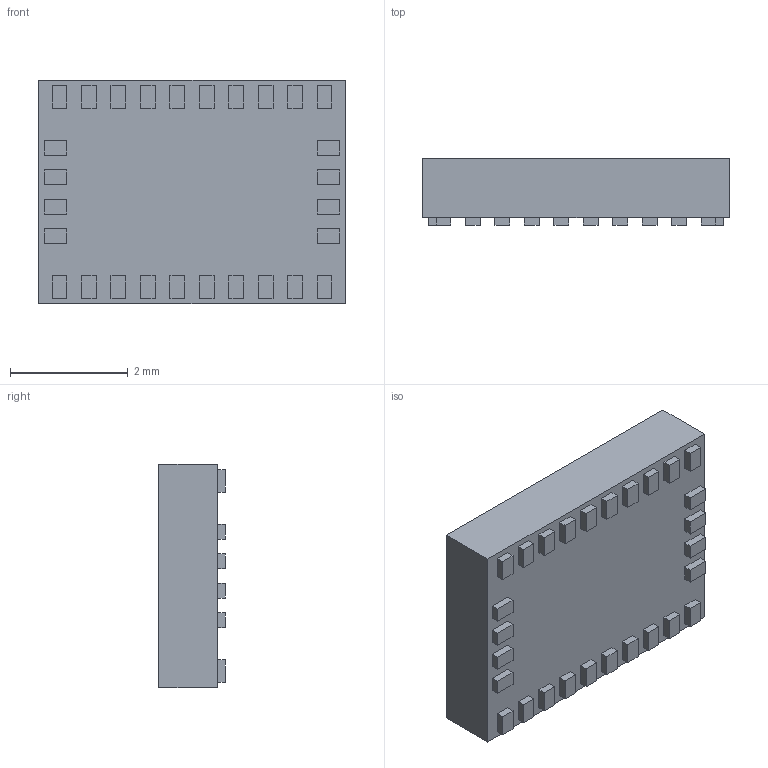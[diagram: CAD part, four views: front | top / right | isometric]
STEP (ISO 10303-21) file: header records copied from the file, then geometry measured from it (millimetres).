
FILE_DESCRIPTION (( 'STEP AP214' ), '1' );
FILE_NAME ('User Library-BNO080 v2.STEP', '2018-09-25T13:44:53', ( '' ), ( '' ), 'SwSTEP 2.0', 'SolidWorks 2018', '' );
FILE_SCHEMA (( 'AUTOMOTIVE_DESIGN' ));
Length unit declared in the file: millimetre
Products named in the file (3): User Library-BNO080 v2_Component2; User Library-BNO080 v2; User Library-BNO080 v2_Component1
Assembly tree (2 placements, depth 2):
  User Library-BNO080 v2
    User Library-BNO080 v2_Component1
    User Library-BNO080 v2_Component2
Bounding box: 5.2 x 1.13 x 3.8 mm (x, y, z)
Volume: 20.1 mm3; surface area: 67.5 mm2
Topology: 29 solids, 29 shells, 177 faces, 354 edges, 236 vertices
Faces by surface type: plane 175, cylinder 2
Entity records: 6792 total; most frequent: CARTESIAN_POINT 772, DIRECTION 722, ORIENTED_EDGE 708, EDGE_CURVE 354, VECTOR 350, LINE 350, VERTEX_POINT 236, UNCERTAINTY_MEASURE_WITH_UNIT 211
